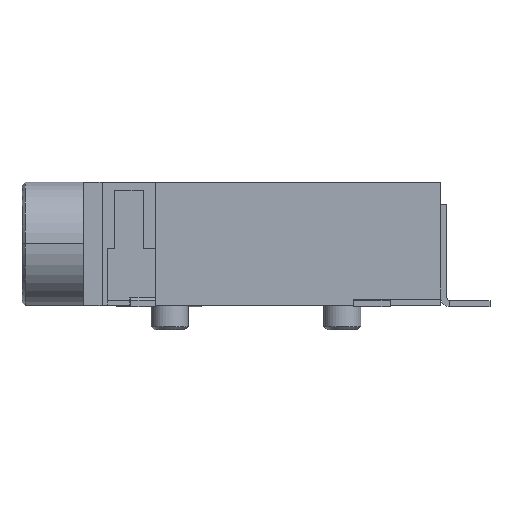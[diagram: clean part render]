
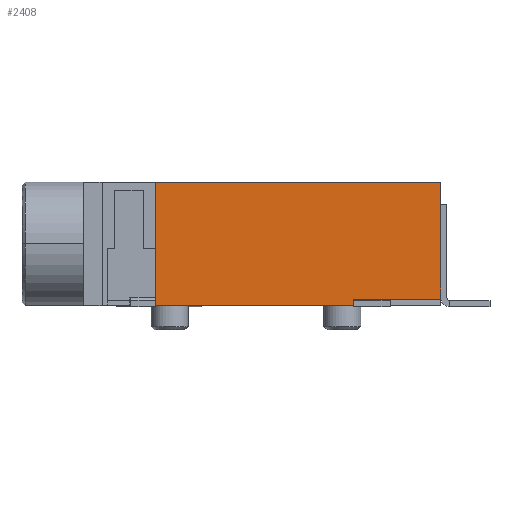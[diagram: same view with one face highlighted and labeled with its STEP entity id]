
A CAD part, top view. The second image highlights one B-rep face of the part: STEP entity #2408.
In plain terms, the highlighted planar face has unit normal (0, 0, 1).
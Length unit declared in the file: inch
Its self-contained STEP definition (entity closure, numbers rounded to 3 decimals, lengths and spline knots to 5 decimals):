
#66 = PLANE ( 'NONE',  #1893 ) ;
#199 = DIRECTION ( 'NONE',  ( 0., 1., 0. ) ) ;
#219 = LINE ( 'NONE', #259, #3365 ) ;
#259 = CARTESIAN_POINT ( 'NONE',  ( -0.161, 0.199, 0.118 ) ) ;
#387 = EDGE_LOOP ( 'NONE', ( #887, #2558, #601, #2365, #1164, #1409 ) ) ;
#404 = LINE ( 'NONE', #1904, #1228 ) ;
#407 = LINE ( 'NONE', #435, #3011 ) ;
#435 = CARTESIAN_POINT ( 'NONE',  ( 0.295, 0.012, 0.118 ) ) ;
#448 = EDGE_CURVE ( 'NONE', #2440, #1388, #1956, .T. ) ;
#599 = DIRECTION ( 'NONE',  ( 1., 0., 0. ) ) ;
#601 = ORIENTED_EDGE ( 'NONE', *, *, #2134, .T. ) ;
#603 = CARTESIAN_POINT ( 'NONE',  ( -0.161, 0.002, 0.118 ) ) ;
#672 = DIRECTION ( 'NONE',  ( 1., 0., 0. ) ) ;
#836 = DIRECTION ( 'NONE',  ( 1., 0., 0. ) ) ;
#844 = CARTESIAN_POINT ( 'NONE',  ( 0.295, 0.199, 0.118 ) ) ;
#887 = ORIENTED_EDGE ( 'NONE', *, *, #2396, .T. ) ;
#914 = VERTEX_POINT ( 'NONE', #3320 ) ;
#958 = CARTESIAN_POINT ( 'NONE',  ( 0.295, 0.002, 0.118 ) ) ;
#971 = CARTESIAN_POINT ( 'NONE',  ( 0.1555, 0.199, 0.118 ) ) ;
#979 = CARTESIAN_POINT ( 'NONE',  ( 0.295, 0.012, 0.118 ) ) ;
#1164 = ORIENTED_EDGE ( 'NONE', *, *, #2750, .F. ) ;
#1183 = FACE_OUTER_BOUND ( 'NONE', #387, .T. ) ;
#1228 = VECTOR ( 'NONE', #836, 39.37008 ) ;
#1241 = CARTESIAN_POINT ( 'NONE',  ( 0.295, 0.199, 0.118 ) ) ;
#1348 = LINE ( 'NONE', #1241, #3357 ) ;
#1388 = VERTEX_POINT ( 'NONE', #1729 ) ;
#1409 = ORIENTED_EDGE ( 'NONE', *, *, #1814, .T. ) ;
#1635 = VERTEX_POINT ( 'NONE', #979 ) ;
#1676 = EDGE_CURVE ( 'NONE', #1635, #2888, #2525, .T. ) ;
#1729 = CARTESIAN_POINT ( 'NONE',  ( 0.1555, 0.012, 0.118 ) ) ;
#1814 = EDGE_CURVE ( 'NONE', #914, #1997, #219, .T. ) ;
#1893 = AXIS2_PLACEMENT_3D ( 'NONE', #3234, #2958, #599 ) ;
#1904 = CARTESIAN_POINT ( 'NONE',  ( 0.295, 0.002, 0.118 ) ) ;
#1956 = LINE ( 'NONE', #971, #2861 ) ;
#1997 = VERTEX_POINT ( 'NONE', #603 ) ;
#2120 = DIRECTION ( 'NONE',  ( 0., -1., 0. ) ) ;
#2134 = EDGE_CURVE ( 'NONE', #1388, #1635, #407, .T. ) ;
#2365 = ORIENTED_EDGE ( 'NONE', *, *, #1676, .T. ) ;
#2396 = EDGE_CURVE ( 'NONE', #1997, #2440, #404, .T. ) ;
#2408 = ADVANCED_FACE ( 'NONE', ( #1183 ), #66, .T. ) ;
#2440 = VERTEX_POINT ( 'NONE', #3240 ) ;
#2525 = LINE ( 'NONE', #958, #3057 ) ;
#2558 = ORIENTED_EDGE ( 'NONE', *, *, #448, .T. ) ;
#2750 = EDGE_CURVE ( 'NONE', #914, #2888, #1348, .T. ) ;
#2797 = DIRECTION ( 'NONE',  ( 1., 0., 0. ) ) ;
#2804 = DIRECTION ( 'NONE',  ( 0., 1., 0. ) ) ;
#2861 = VECTOR ( 'NONE', #2804, 39.37008 ) ;
#2888 = VERTEX_POINT ( 'NONE', #844 ) ;
#2958 = DIRECTION ( 'NONE',  ( 0., 0., 1. ) ) ;
#3011 = VECTOR ( 'NONE', #672, 39.37008 ) ;
#3057 = VECTOR ( 'NONE', #199, 39.37008 ) ;
#3234 = CARTESIAN_POINT ( 'NONE',  ( 0.295, 0.199, 0.118 ) ) ;
#3240 = CARTESIAN_POINT ( 'NONE',  ( 0.1555, 0.002, 0.118 ) ) ;
#3320 = CARTESIAN_POINT ( 'NONE',  ( -0.161, 0.199, 0.118 ) ) ;
#3357 = VECTOR ( 'NONE', #2797, 39.37008 ) ;
#3365 = VECTOR ( 'NONE', #2120, 39.37008 ) ;
